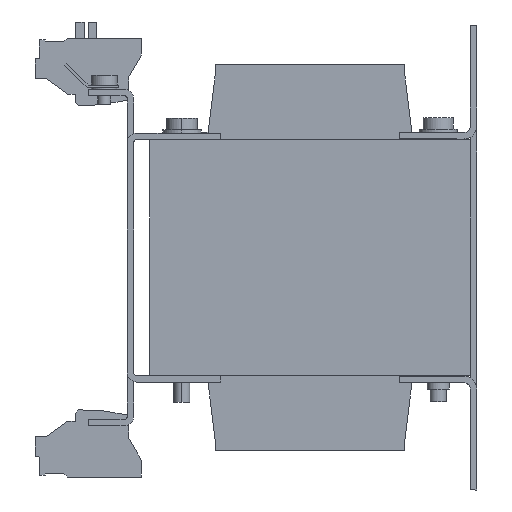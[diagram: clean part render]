
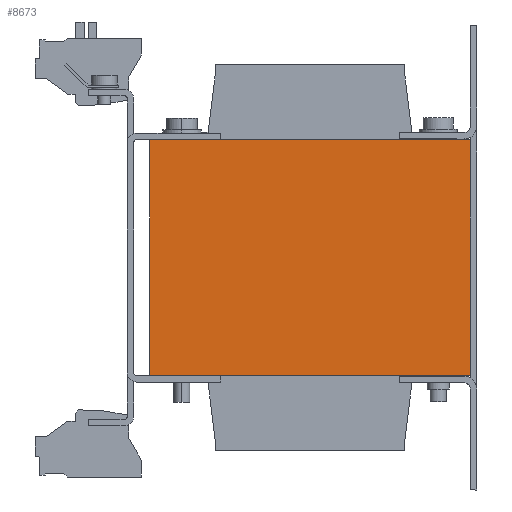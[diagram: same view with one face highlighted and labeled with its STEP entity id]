
A CAD part, left-side view. The second image highlights one B-rep face of the part: STEP entity #8673.
In plain terms, the highlighted planar face has unit normal (-1, 0, 0).
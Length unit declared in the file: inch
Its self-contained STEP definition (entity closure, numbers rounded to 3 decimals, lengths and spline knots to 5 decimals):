
#58 = CARTESIAN_POINT ( 'NONE',  ( -2.3622, -1.9685, -1.44685 ) ) ;
#394 = CARTESIAN_POINT ( 'NONE',  ( -2.3622, 1.96854, 1.44685 ) ) ;
#660 = LINE ( 'NONE', #1547, #9694 ) ;
#907 = FACE_OUTER_BOUND ( 'NONE', #1583, .T. ) ;
#1156 = EDGE_CURVE ( 'NONE', #4222, #4227, #6789, .T. ) ;
#1415 = VECTOR ( 'NONE', #9799, 39.37008 ) ;
#1468 = EDGE_CURVE ( 'NONE', #1571, #9152, #4170, .T. ) ;
#1547 = CARTESIAN_POINT ( 'NONE',  ( -2.3622, -1.9685, 1.44685 ) ) ;
#1571 = VERTEX_POINT ( 'NONE', #2911 ) ;
#1583 = EDGE_LOOP ( 'NONE', ( #7959, #6905, #3423, #3876 ) ) ;
#1866 = PLANE ( 'NONE',  #8861 ) ;
#2750 = DIRECTION ( 'NONE',  ( 1., 0., 0. ) ) ;
#2911 = CARTESIAN_POINT ( 'NONE',  ( -2.3622, 1.96854, 1.44685 ) ) ;
#3423 = ORIENTED_EDGE ( 'NONE', *, *, #8730, .F. ) ;
#3876 = ORIENTED_EDGE ( 'NONE', *, *, #1156, .T. ) ;
#4170 = LINE ( 'NONE', #8903, #1415 ) ;
#4221 = VECTOR ( 'NONE', #8447, 39.37008 ) ;
#4222 = VERTEX_POINT ( 'NONE', #4531 ) ;
#4227 = VERTEX_POINT ( 'NONE', #58 ) ;
#4342 = CARTESIAN_POINT ( 'NONE',  ( -2.3622, 0., -1.44685 ) ) ;
#4361 = CARTESIAN_POINT ( 'NONE',  ( -2.3622, -1.9685, 1.44685 ) ) ;
#4531 = CARTESIAN_POINT ( 'NONE',  ( -2.3622, 1.96854, -1.44685 ) ) ;
#6789 = LINE ( 'NONE', #4342, #9086 ) ;
#6905 = ORIENTED_EDGE ( 'NONE', *, *, #1468, .F. ) ;
#7043 = DIRECTION ( 'NONE',  ( 0., 0., 1. ) ) ;
#7524 = DIRECTION ( 'NONE',  ( 0., -1., 0. ) ) ;
#7882 = EDGE_CURVE ( 'NONE', #4227, #9152, #660, .T. ) ;
#7959 = ORIENTED_EDGE ( 'NONE', *, *, #7882, .T. ) ;
#8239 = DIRECTION ( 'NONE',  ( 0., 0., -1. ) ) ;
#8447 = DIRECTION ( 'NONE',  ( 0., 0., 1. ) ) ;
#8673 = ADVANCED_FACE ( 'NONE', ( #907 ), #1866, .F. ) ;
#8730 = EDGE_CURVE ( 'NONE', #4222, #1571, #9113, .T. ) ;
#8861 = AXIS2_PLACEMENT_3D ( 'NONE', #9900, #2750, #8239 ) ;
#8903 = CARTESIAN_POINT ( 'NONE',  ( -2.3622, 0., 1.44685 ) ) ;
#9086 = VECTOR ( 'NONE', #7524, 39.37008 ) ;
#9113 = LINE ( 'NONE', #394, #4221 ) ;
#9152 = VERTEX_POINT ( 'NONE', #4361 ) ;
#9694 = VECTOR ( 'NONE', #7043, 39.37008 ) ;
#9799 = DIRECTION ( 'NONE',  ( 0., -1., 0. ) ) ;
#9900 = CARTESIAN_POINT ( 'NONE',  ( -2.3622, 0., 1.44685 ) ) ;
